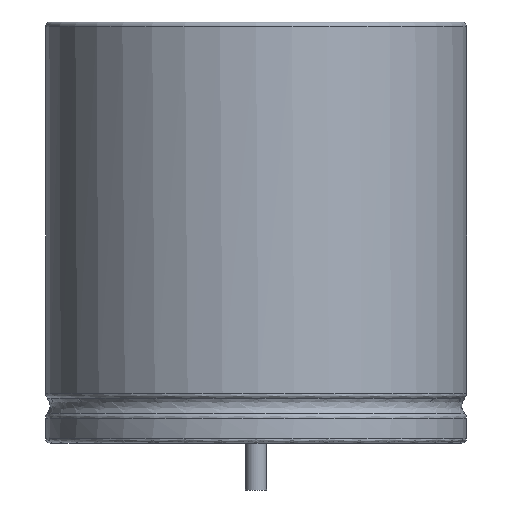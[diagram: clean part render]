
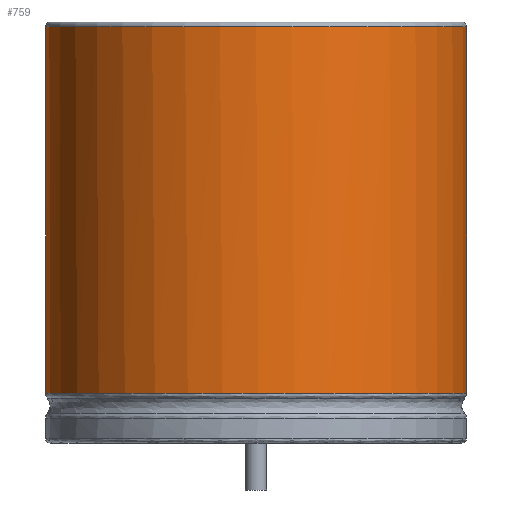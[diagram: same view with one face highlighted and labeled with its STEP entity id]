
A CAD part, left-side view. The second image highlights one B-rep face of the part: STEP entity #759.
In plain terms, the highlighted cylindrical face has radius 9 mm (diameter 18 mm), a partial arc.
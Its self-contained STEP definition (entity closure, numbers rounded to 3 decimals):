
#13=DIRECTION('',(0.,0.,1.));
#107=DIRECTION('',(0.,-0.,-1.));
#108=DIRECTION('',(0.924,-0.383,0.));
#228=VECTOR('',#13,1.);
#529=VERTEX_POINT('',#530);
#530=CARTESIAN_POINT('',(12.065,-3.444,2.135));
#538=ORIENTED_EDGE('',*,*,#539,.T.);
#539=EDGE_CURVE('',#529,#540,#542,.T.);
#540=VERTEX_POINT('',#541);
#541=CARTESIAN_POINT('',(12.065,3.444,2.135));
#542=B_SPLINE_CURVE_WITH_KNOTS('',12,(#543,#544,#545,#546,#547,#548,#549,#550,#551,#552,#553,#554,#555,#556,#557,#558,#559,#560,#561,#562,#563,#564,#565,#566,#567,#568,#569,#570,#571,#572,#573,#574,#575,#576,#577),.UNSPECIFIED.,.F.,.F.,(13,11,11,13),(-2.108,0.,49.48,51.588),.UNSPECIFIED.);
#543=CARTESIAN_POINT('',(12.872,-1.496,2.135));
#544=CARTESIAN_POINT('',(12.804,-1.66,2.135));
#545=CARTESIAN_POINT('',(12.736,-1.823,2.135));
#546=CARTESIAN_POINT('',(12.669,-1.986,2.135));
#547=CARTESIAN_POINT('',(12.601,-2.149,2.135));
#548=CARTESIAN_POINT('',(12.534,-2.312,2.135));
#549=CARTESIAN_POINT('',(12.467,-2.474,2.135));
#550=CARTESIAN_POINT('',(12.4,-2.636,2.135));
#551=CARTESIAN_POINT('',(12.332,-2.798,2.135));
#552=CARTESIAN_POINT('',(12.265,-2.96,2.135));
#553=CARTESIAN_POINT('',(12.199,-3.122,2.135));
#554=CARTESIAN_POINT('',(12.132,-3.283,2.135));
#555=CARTESIAN_POINT('',(10.498,-7.227,2.135));
#556=CARTESIAN_POINT('',(7.028,-10.29,2.135));
#557=CARTESIAN_POINT('',(2.02,-11.504,2.135));
#558=CARTESIAN_POINT('',(-3.35,-9.925,2.135));
#559=CARTESIAN_POINT('',(-7.348,-5.986,2.135));
#560=CARTESIAN_POINT('',(-9.352,0.,2.135));
#561=CARTESIAN_POINT('',(-7.348,5.986,2.135));
#562=CARTESIAN_POINT('',(-3.35,9.925,2.135));
#563=CARTESIAN_POINT('',(2.02,11.504,2.135));
#564=CARTESIAN_POINT('',(7.028,10.29,2.135));
#565=CARTESIAN_POINT('',(10.498,7.227,2.135));
#566=CARTESIAN_POINT('',(12.132,3.283,2.135));
#567=CARTESIAN_POINT('',(12.199,3.122,2.135));
#568=CARTESIAN_POINT('',(12.265,2.96,2.135));
#569=CARTESIAN_POINT('',(12.332,2.798,2.135));
#570=CARTESIAN_POINT('',(12.4,2.636,2.135));
#571=CARTESIAN_POINT('',(12.467,2.474,2.135));
#572=CARTESIAN_POINT('',(12.534,2.312,2.135));
#573=CARTESIAN_POINT('',(12.601,2.149,2.135));
#574=CARTESIAN_POINT('',(12.669,1.986,2.135));
#575=CARTESIAN_POINT('',(12.736,1.823,2.135));
#576=CARTESIAN_POINT('',(12.804,1.66,2.135));
#577=CARTESIAN_POINT('',(12.872,1.496,2.135));
#759=ADVANCED_FACE('',(#760),#779,.T.);
#760=FACE_BOUND('',#761,.F.);
#761=EDGE_LOOP('',(#762,#538,#768,#774));
#762=ORIENTED_EDGE('',*,*,#763,.F.);
#763=EDGE_CURVE('',#529,#764,#766,.T.);
#764=VERTEX_POINT('',#765);
#765=CARTESIAN_POINT('',(12.065,-3.444,17.8));
#766=LINE('',#767,#228);
#767=CARTESIAN_POINT('',(12.065,-3.444,2.));
#768=ORIENTED_EDGE('',*,*,#769,.T.);
#769=EDGE_CURVE('',#540,#770,#772,.T.);
#770=VERTEX_POINT('',#771);
#771=CARTESIAN_POINT('',(12.065,3.444,17.8));
#772=LINE('',#773,#228);
#773=CARTESIAN_POINT('',(12.065,3.444,2.));
#774=ORIENTED_EDGE('',*,*,#775,.F.);
#775=EDGE_CURVE('',#764,#770,#776,.T.);
#776=CIRCLE('',#777,9.);
#777=AXIS2_PLACEMENT_3D('',#778,#107,#108);
#778=CARTESIAN_POINT('',(3.75,0.,17.8));
#779=CYLINDRICAL_SURFACE('',#780,9.);
#780=AXIS2_PLACEMENT_3D('',#781,#13,#108);
#781=CARTESIAN_POINT('',(3.75,0.,2.));
